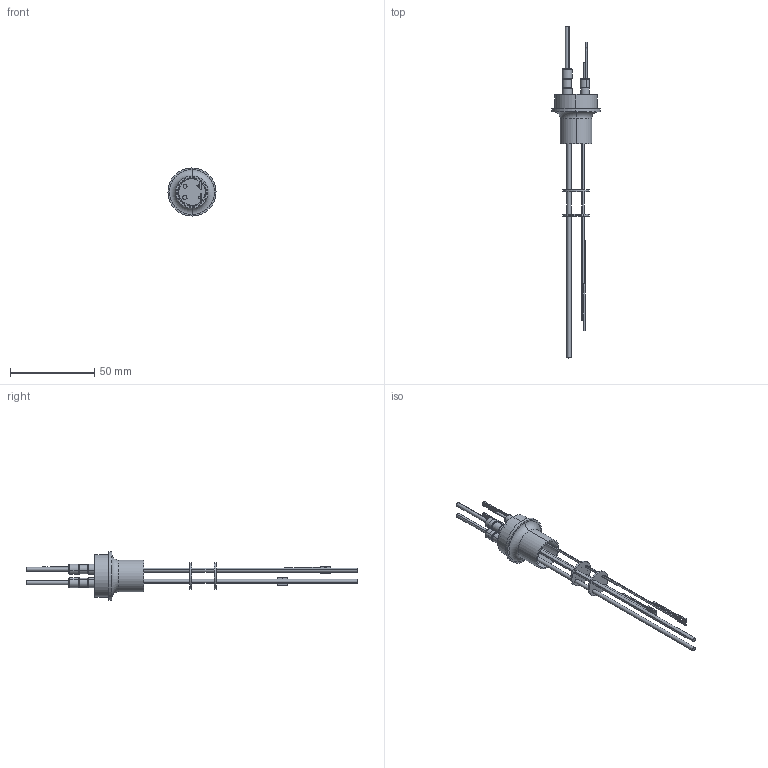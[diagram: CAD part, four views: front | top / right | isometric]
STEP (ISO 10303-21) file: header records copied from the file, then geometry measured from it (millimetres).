
FILE_DESCRIPTION (( 'STEP AP203' ), '1' );
FILE_NAME ('A0442-1-W.STEP', '2013-04-09T16:37:52', ( '' ), ( '' ), 'SwSTEP 2.0', 'SolidWorks 2012', '' );
FILE_SCHEMA (( 'CONFIG_CONTROL_DESIGN' ));
Length unit declared in the file: inch
Products named in the file (1): A0442-1-W
Bounding box: 28.57 x 196.97 x 28.57 mm (x, y, z)
Volume: 6790.4 mm3; surface area: 11881.4 mm2
Topology: 1 solids, 5 shells, 294 faces, 678 edges, 426 vertices
Faces by surface type: cylinder 150, plane 80, torus 32, cone 32
Entity records: 8581 total; most frequent: DIRECTION 1660, CARTESIAN_POINT 1405, ORIENTED_EDGE 1356, AXIS2_PLACEMENT_3D 689, EDGE_CURVE 678, VERTEX_POINT 426, CIRCLE 394, EDGE_LOOP 364
